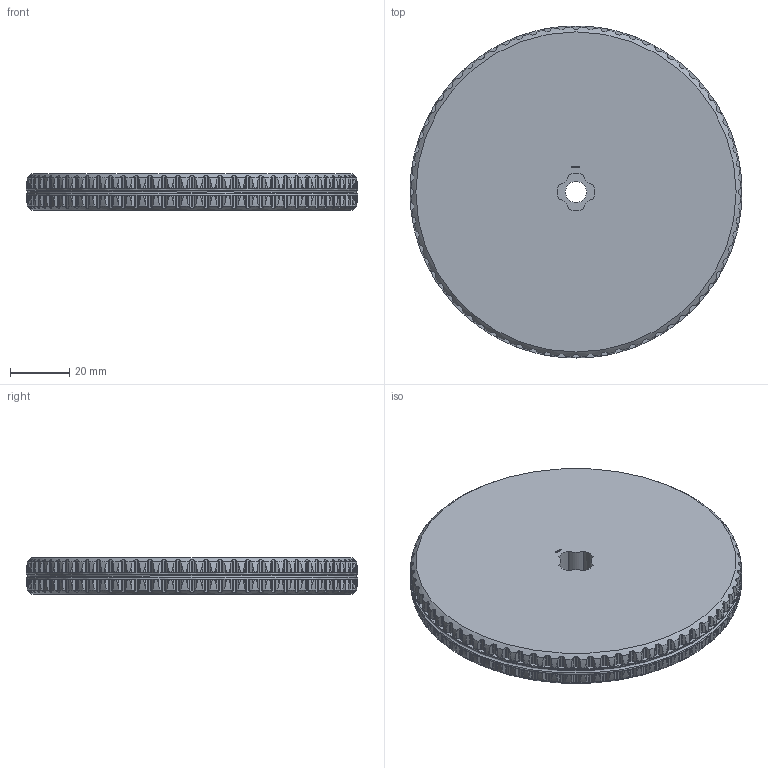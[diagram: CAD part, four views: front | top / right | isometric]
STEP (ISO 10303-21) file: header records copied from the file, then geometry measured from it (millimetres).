
FILE_DESCRIPTION(('FreeCAD Model'),'2;1');
FILE_NAME('Open CASCADE Shape Model','2024-12-31T23:24:15',(''),(''), 'Open CASCADE STEP processor 7.8','FreeCAD','Unknown');
FILE_SCHEMA(('AUTOMOTIVE_DESIGN { 1 0 10303 214 1 1 1 1 }'));
Products named in the file (1): Wheel GND TTRD PLN BU09.00x01.00 - SPN-WHL-0029 (stemfie.org)
Bounding box: 112.5 x 112.5 x 12.5 mm (x, y, z)
Volume: 119522.2 mm3; surface area: 26060.2 mm2
Topology: 1 solids, 1 shells, 1974 faces, 5733 edges, 3815 vertices
Faces by surface type: cylinder 880, plane 763, extrusion 148, torus 146, cone 37
Full cylindrical faces by diameter (mm): 2 x4, 7.2 x2, 112.5 x2
Entity records: 92050 total; most frequent: CARTESIAN_POINT 41131, ORIENTED_EDGE 11466, DIRECTION 9749, EDGE_CURVE 5733, VERTEX_POINT 3815, AXIS2_PLACEMENT_3D 3496, VECTOR 2757, LINE 2609
